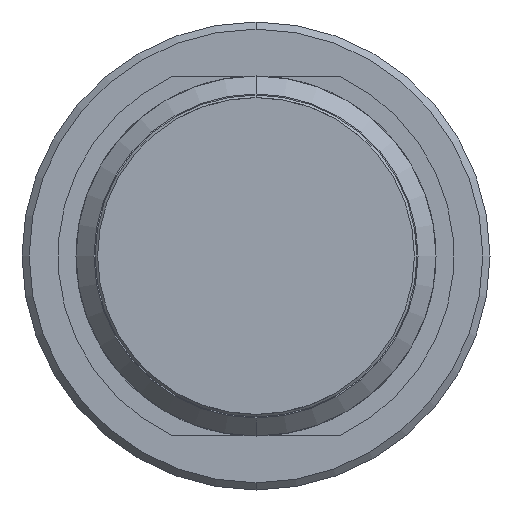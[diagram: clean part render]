
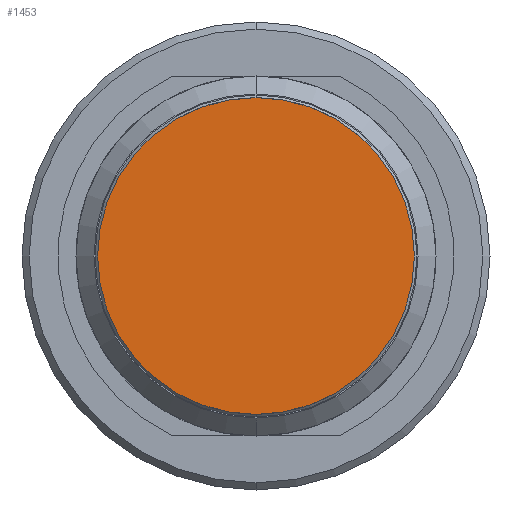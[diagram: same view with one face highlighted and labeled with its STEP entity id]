
A CAD part, front view. The second image highlights one B-rep face of the part: STEP entity #1453.
In plain terms, the highlighted planar face has unit normal (0, -1, 0).
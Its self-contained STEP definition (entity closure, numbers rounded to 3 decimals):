
#15 = PLANE ( 'NONE',  #1765 ) ;
#310 = CIRCLE ( 'NONE', #1446, 2.2 ) ;
#342 = DIRECTION ( 'NONE',  ( 0., -1., 0. ) ) ;
#419 = VERTEX_POINT ( 'NONE', #983 ) ;
#620 = DIRECTION ( 'NONE',  ( 0., 1., 0. ) ) ;
#882 = ORIENTED_EDGE ( 'NONE', *, *, #2803, .T. ) ;
#962 = DIRECTION ( 'NONE',  ( 1., 0., 0. ) ) ;
#983 = CARTESIAN_POINT ( 'NONE',  ( 2.2, 0., 0. ) ) ;
#1034 = CARTESIAN_POINT ( 'NONE',  ( 0., 0., 0. ) ) ;
#1038 = DIRECTION ( 'NONE',  ( -1., 0., 0. ) ) ;
#1339 = DIRECTION ( 'NONE',  ( -1., 0., 0. ) ) ;
#1388 = DIRECTION ( 'NONE',  ( 0., -1., 0. ) ) ;
#1446 = AXIS2_PLACEMENT_3D ( 'NONE', #2701, #1388, #1038 ) ;
#1453 = ADVANCED_FACE ( 'Defeature ausgef�hrt1_15', ( #3256 ), #15, .F. ) ;
#1765 = AXIS2_PLACEMENT_3D ( 'NONE', #2556, #620, #962 ) ;
#1771 = CARTESIAN_POINT ( 'NONE',  ( -2.2, 0., 0. ) ) ;
#2148 = CIRCLE ( 'NONE', #2775, 2.2 ) ;
#2225 = EDGE_LOOP ( 'NONE', ( #3506, #882 ) ) ;
#2556 = CARTESIAN_POINT ( 'NONE',  ( 0., 0., -1.9 ) ) ;
#2701 = CARTESIAN_POINT ( 'NONE',  ( 0., 0., 0. ) ) ;
#2775 = AXIS2_PLACEMENT_3D ( 'NONE', #1034, #342, #1339 ) ;
#2803 = EDGE_CURVE ( 'Defeature ausgef�hrt1_15+Defeature ausgef�hrt1_22+Defeature ausgef�hrt1_22+Defeature ausgef�hrt1_22', #419, #4116, #310, .T. ) ;
#3256 = FACE_OUTER_BOUND ( 'NONE', #2225, .T. ) ;
#3261 = EDGE_CURVE ( 'Defeature ausgef�hrt1_15+Defeature ausgef�hrt1_22+Defeature ausgef�hrt1_22+Defeature ausgef�hrt1_22', #4116, #419, #2148, .T. ) ;
#3506 = ORIENTED_EDGE ( 'NONE', *, *, #3261, .T. ) ;
#4116 = VERTEX_POINT ( 'NONE', #1771 ) ;
